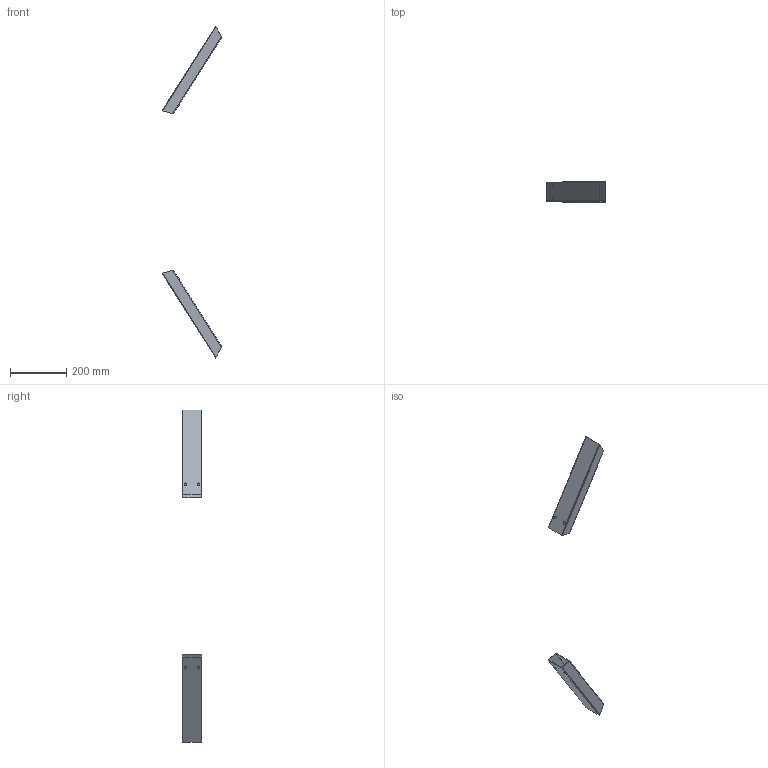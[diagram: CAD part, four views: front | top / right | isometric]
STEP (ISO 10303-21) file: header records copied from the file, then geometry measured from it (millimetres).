
FILE_DESCRIPTION(/* description */ (''),/* implementation_level */ '2;1');
FILE_NAME(/* name */ 'TRAV_INCL_MENSOLA_22_ASM.stp',/* time_stamp */ '2016-06-02T11:14:46+02:00',/* author */ (''),/* organization */ (''),/* preprocessor_version */ 'ST-DEVELOPER v16.5',/* originating_system */ 'Autodesk Translation Framework v5.0.0.3310',/* authorisation */ '');
FILE_SCHEMA (('AUTOMOTIVE_DESIGN { 1 0 10303 214 3 1 1 }'));
Length unit declared in the file: centimetre
Products named in the file (3): TRAV_INCL_MENSOLA_22_ASM; MANIFOLD_SOLID_BREP_4773; MANIFOLD_SOLID_BREP_5591
Assembly tree (2 placements, depth 2):
  TRAV_INCL_MENSOLA_22_ASM
    MANIFOLD_SOLID_BREP_4773
    MANIFOLD_SOLID_BREP_5591
Bounding box: 212.49 x 70 x 1184 mm (x, y, z)
Volume: 283703.6 mm3; surface area: 286219.2 mm2
Topology: 2 solids, 2 shells, 42 faces, 114 edges, 76 vertices
Faces by surface type: cylinder 22, plane 20
Full cylindrical faces by diameter (mm): 10.2 x8
Entity records: 1405 total; most frequent: DIRECTION 244, CARTESIAN_POINT 229, ORIENTED_EDGE 212, EDGE_CURVE 106, AXIS2_PLACEMENT_3D 91, VERTEX_POINT 76, EDGE_LOOP 70, LINE 62
